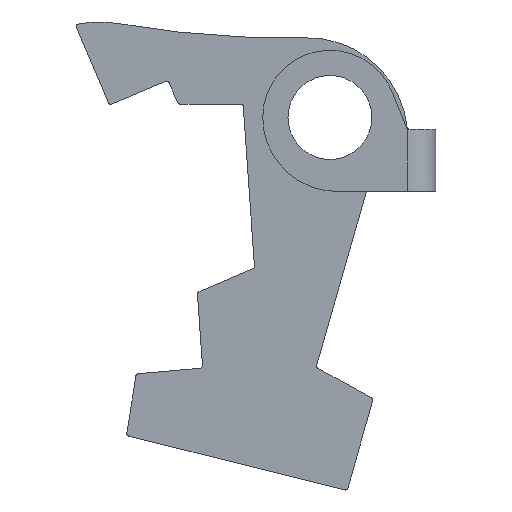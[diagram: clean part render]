
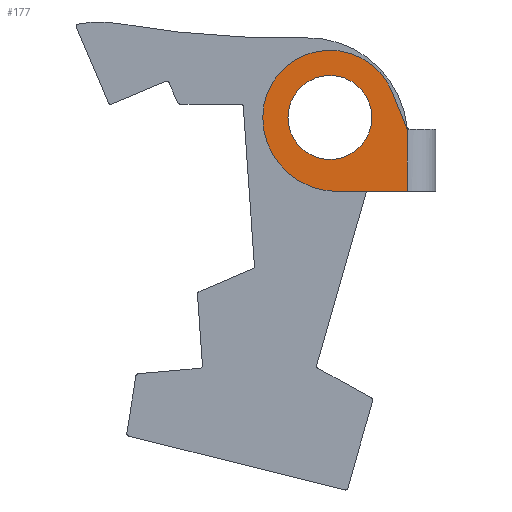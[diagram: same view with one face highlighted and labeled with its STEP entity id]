
A CAD part, left-side view. The second image highlights one B-rep face of the part: STEP entity #177.
In plain terms, the highlighted planar face has unit normal (-1, 0, 0).
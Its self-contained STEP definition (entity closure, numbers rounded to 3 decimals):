
#21 = CARTESIAN_POINT ( 'NONE',  ( -6., -4.6, -0.7 ) ) ;
#26 = EDGE_LOOP ( 'NONE', ( #1416, #1004, #1023, #1126, #1602, #207 ) ) ;
#30 = CARTESIAN_POINT ( 'NONE',  ( -6., -4.6, 6.6 ) ) ;
#33 = VERTEX_POINT ( 'NONE', #1616 ) ;
#47 = DIRECTION ( 'NONE',  ( 1., 0., 0. ) ) ;
#130 = CIRCLE ( 'NONE', #1880, 0.15 ) ;
#162 = EDGE_CURVE ( 'NONE', #927, #1302, #1704, .T. ) ;
#177 = ADVANCED_FACE ( 'NONE', ( #226, #208 ), #1714, .F. ) ;
#196 = DIRECTION ( 'NONE',  ( 0., 0., -1. ) ) ;
#207 = ORIENTED_EDGE ( 'NONE', *, *, #1442, .T. ) ;
#208 = FACE_OUTER_BOUND ( 'NONE', #26, .T. ) ;
#223 = VECTOR ( 'NONE', #793, 1000. ) ;
#226 = FACE_BOUND ( 'NONE', #1774, .T. ) ;
#233 = CIRCLE ( 'NONE', #1586, 4. ) ;
#236 = EDGE_CURVE ( 'NONE', #1219, #1361, #391, .T. ) ;
#274 = DIRECTION ( 'NONE',  ( 1., 0., 0. ) ) ;
#279 = CARTESIAN_POINT ( 'NONE',  ( -6., -4.6, -0.661 ) ) ;
#296 = ORIENTED_EDGE ( 'NONE', *, *, #1237, .T. ) ;
#313 = DIRECTION ( 'NONE',  ( 0., 0., -1. ) ) ;
#350 = CARTESIAN_POINT ( 'NONE',  ( -6., 0., -2.5 ) ) ;
#375 = DIRECTION ( 'NONE',  ( 0., 1., 0. ) ) ;
#385 = DIRECTION ( 'NONE',  ( 0., 0., -1. ) ) ;
#391 = CIRCLE ( 'NONE', #483, 2.5 ) ;
#483 = AXIS2_PLACEMENT_3D ( 'NONE', #1731, #47, #385 ) ;
#589 = EDGE_CURVE ( 'NONE', #1302, #1761, #1563, .T. ) ;
#593 = DIRECTION ( 'NONE',  ( 0., 1., 0. ) ) ;
#595 = DIRECTION ( 'NONE',  ( 0., 0., -1. ) ) ;
#600 = CIRCLE ( 'NONE', #1827, 2.5 ) ;
#632 = EDGE_CURVE ( 'NONE', #1761, #33, #233, .T. ) ;
#649 = CARTESIAN_POINT ( 'NONE',  ( -6., 0., 2.5 ) ) ;
#652 = DIRECTION ( 'NONE',  ( 1., 0., 0. ) ) ;
#657 = CARTESIAN_POINT ( 'NONE',  ( -6., -4.701, -0.55 ) ) ;
#668 = CARTESIAN_POINT ( 'NONE',  ( -6., 21.7, 6.6 ) ) ;
#793 = DIRECTION ( 'NONE',  ( 0., -0.376, -0.927 ) ) ;
#922 = VECTOR ( 'NONE', #375, 1000. ) ;
#927 = VERTEX_POINT ( 'NONE', #1003 ) ;
#978 = VERTEX_POINT ( 'NONE', #279 ) ;
#991 = CARTESIAN_POINT ( 'NONE',  ( -6., -13.084, -4.4 ) ) ;
#1003 = CARTESIAN_POINT ( 'NONE',  ( -6., -4.6, -4.4 ) ) ;
#1004 = ORIENTED_EDGE ( 'NONE', *, *, #632, .F. ) ;
#1023 = ORIENTED_EDGE ( 'NONE', *, *, #589, .F. ) ;
#1047 = CARTESIAN_POINT ( 'NONE',  ( -6., -0.4, 0. ) ) ;
#1078 = LINE ( 'NONE', #30, #1325 ) ;
#1090 = LINE ( 'NONE', #21, #223 ) ;
#1126 = ORIENTED_EDGE ( 'NONE', *, *, #162, .F. ) ;
#1138 = CARTESIAN_POINT ( 'NONE',  ( -6., -0.4, -4.4 ) ) ;
#1219 = VERTEX_POINT ( 'NONE', #350 ) ;
#1237 = EDGE_CURVE ( 'NONE', #1361, #1219, #600, .T. ) ;
#1244 = DIRECTION ( 'NONE',  ( 1., 0., 0. ) ) ;
#1302 = VERTEX_POINT ( 'NONE', #1138 ) ;
#1325 = VECTOR ( 'NONE', #313, 1000. ) ;
#1349 = CARTESIAN_POINT ( 'NONE',  ( -6., 0., 0. ) ) ;
#1361 = VERTEX_POINT ( 'NONE', #649 ) ;
#1412 = EDGE_CURVE ( 'NONE', #33, #1706, #1090, .T. ) ;
#1416 = ORIENTED_EDGE ( 'NONE', *, *, #1412, .F. ) ;
#1424 = ORIENTED_EDGE ( 'NONE', *, *, #236, .T. ) ;
#1442 = EDGE_CURVE ( 'NONE', #978, #1706, #130, .T. ) ;
#1489 = CARTESIAN_POINT ( 'NONE',  ( -6., -4.562, -0.606 ) ) ;
#1563 = CIRCLE ( 'NONE', #1709, 4.4 ) ;
#1586 = AXIS2_PLACEMENT_3D ( 'NONE', #1762, #274, #593 ) ;
#1602 = ORIENTED_EDGE ( 'NONE', *, *, #1852, .F. ) ;
#1616 = CARTESIAN_POINT ( 'NONE',  ( -6., -3.707, 1.503 ) ) ;
#1650 = CARTESIAN_POINT ( 'NONE',  ( -6., 4., 0. ) ) ;
#1704 = LINE ( 'NONE', #991, #922 ) ;
#1706 = VERTEX_POINT ( 'NONE', #1489 ) ;
#1709 = AXIS2_PLACEMENT_3D ( 'NONE', #1047, #1934, #1755 ) ;
#1714 = PLANE ( 'NONE',  #1860 ) ;
#1731 = CARTESIAN_POINT ( 'NONE',  ( -6., 0., 0. ) ) ;
#1755 = DIRECTION ( 'NONE',  ( 0., 1., 0. ) ) ;
#1761 = VERTEX_POINT ( 'NONE', #1650 ) ;
#1762 = CARTESIAN_POINT ( 'NONE',  ( -6., 0., 0. ) ) ;
#1774 = EDGE_LOOP ( 'NONE', ( #1424, #296 ) ) ;
#1827 = AXIS2_PLACEMENT_3D ( 'NONE', #1349, #1936, #595 ) ;
#1852 = EDGE_CURVE ( 'NONE', #978, #927, #1078, .T. ) ;
#1856 = DIRECTION ( 'NONE',  ( 0., 0., -1. ) ) ;
#1860 = AXIS2_PLACEMENT_3D ( 'NONE', #668, #652, #1856 ) ;
#1880 = AXIS2_PLACEMENT_3D ( 'NONE', #657, #1244, #196 ) ;
#1934 = DIRECTION ( 'NONE',  ( 1., 0., 0. ) ) ;
#1936 = DIRECTION ( 'NONE',  ( 1., 0., 0. ) ) ;
